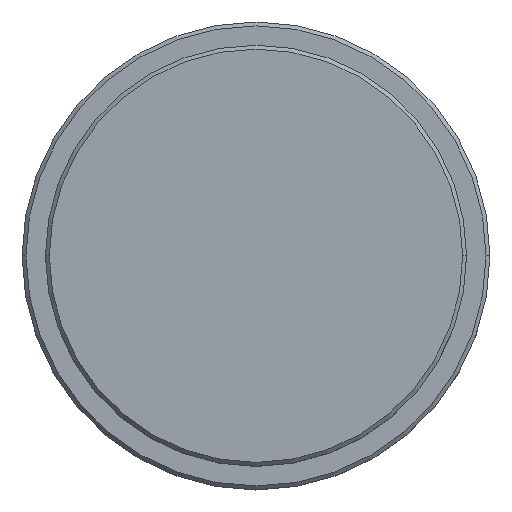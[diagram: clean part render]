
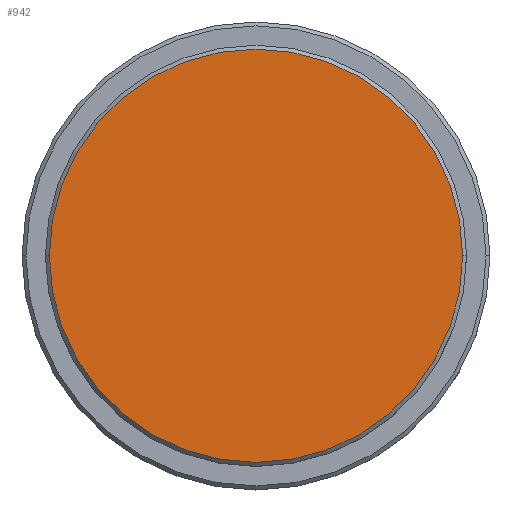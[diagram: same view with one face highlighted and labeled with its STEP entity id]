
A CAD part, top view. The second image highlights one B-rep face of the part: STEP entity #942.
In plain terms, the highlighted planar face has unit normal (0, 0, 1).
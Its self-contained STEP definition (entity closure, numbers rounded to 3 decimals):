
#73 = ORIENTED_EDGE ( 'NONE', *, *, #823, .T. ) ;
#81 = DIRECTION ( 'NONE',  ( 0., 0., 1. ) ) ;
#118 = ORIENTED_EDGE ( 'NONE', *, *, #329, .T. ) ;
#127 = CIRCLE ( 'NONE', #1024, 26.5 ) ;
#141 = DIRECTION ( 'NONE',  ( 1., 0., 0. ) ) ;
#150 = VERTEX_POINT ( 'NONE', #1106 ) ;
#329 = EDGE_CURVE ( 'NONE', #420, #150, #127, .T. ) ;
#416 = DIRECTION ( 'NONE',  ( 1., 0., 0. ) ) ;
#420 = VERTEX_POINT ( 'NONE', #607 ) ;
#552 = CARTESIAN_POINT ( 'NONE',  ( 0., 0., 0. ) ) ;
#563 = DIRECTION ( 'NONE',  ( 0., 0., 1. ) ) ;
#590 = AXIS2_PLACEMENT_3D ( 'NONE', #1010, #563, #141 ) ;
#607 = CARTESIAN_POINT ( 'NONE',  ( -26.5, 0., 0. ) ) ;
#759 = PLANE ( 'NONE',  #1295 ) ;
#823 = EDGE_CURVE ( 'NONE', #150, #420, #1413, .T. ) ;
#942 = ADVANCED_FACE ( 'NONE', ( #1171 ), #759, .T. ) ;
#984 = DIRECTION ( 'NONE',  ( 0., 0., 1. ) ) ;
#1010 = CARTESIAN_POINT ( 'NONE',  ( 0., 0., 0. ) ) ;
#1024 = AXIS2_PLACEMENT_3D ( 'NONE', #552, #984, #1398 ) ;
#1067 = EDGE_LOOP ( 'NONE', ( #118, #73 ) ) ;
#1106 = CARTESIAN_POINT ( 'NONE',  ( 26.5, 0., 0. ) ) ;
#1171 = FACE_OUTER_BOUND ( 'NONE', #1067, .T. ) ;
#1190 = CARTESIAN_POINT ( 'NONE',  ( 0., 0., 0. ) ) ;
#1295 = AXIS2_PLACEMENT_3D ( 'NONE', #1190, #81, #416 ) ;
#1398 = DIRECTION ( 'NONE',  ( 1., 0., 0. ) ) ;
#1413 = CIRCLE ( 'NONE', #590, 26.5 ) ;
